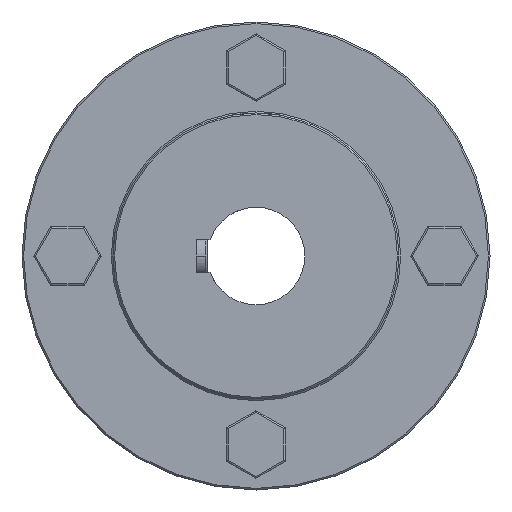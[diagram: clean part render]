
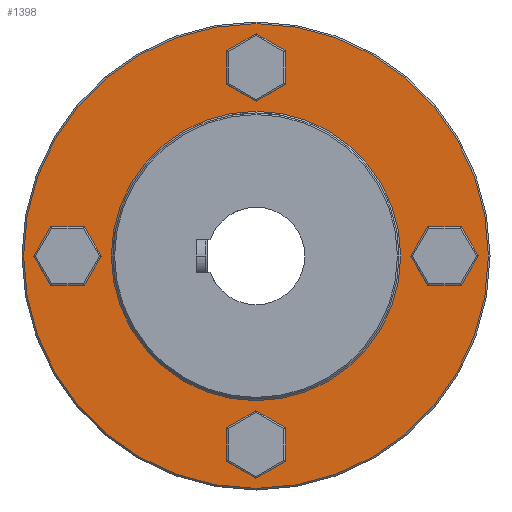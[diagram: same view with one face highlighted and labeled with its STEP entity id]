
A CAD part, left-side view. The second image highlights one B-rep face of the part: STEP entity #1398.
In plain terms, the highlighted planar face has unit normal (-1, 0, 0).
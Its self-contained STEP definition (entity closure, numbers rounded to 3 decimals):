
#353 = CIRCLE ( 'NONE', #8960, 6. ) ;
#355 = CIRCLE ( 'NONE', #8959, 6. ) ;
#357 = CIRCLE ( 'NONE', #8961, 6. ) ;
#790 = CARTESIAN_POINT ( 'NONE',  ( -21., 0., -58. ) ) ;
#793 = CARTESIAN_POINT ( 'NONE',  ( -21., -58., 0. ) ) ;
#802 = CARTESIAN_POINT ( 'NONE',  ( -21., 0., 58. ) ) ;
#803 = DIRECTION ( 'NONE',  ( -1., 0., 0. ) ) ;
#804 = DIRECTION ( 'NONE',  ( 0., 0., 1. ) ) ;
#806 = DIRECTION ( 'NONE',  ( -1., 0., 0. ) ) ;
#807 = DIRECTION ( 'NONE',  ( 0., 0., 1. ) ) ;
#809 = DIRECTION ( 'NONE',  ( -1., 0., 0. ) ) ;
#810 = DIRECTION ( 'NONE',  ( 0., 0., 1. ) ) ;
#1398 = ADVANCED_FACE ( 'NONE', ( #5442, #5445, #5447, #5449, #5436, #5443 ), #6156, .T. ) ;
#1751 = EDGE_LOOP ( 'NONE', ( #2093, #2094 ) ) ;
#1754 = EDGE_LOOP ( 'NONE', ( #2095, #2096 ) ) ;
#1755 = EDGE_LOOP ( 'NONE', ( #2097, #2098 ) ) ;
#1756 = EDGE_LOOP ( 'NONE', ( #2099, #2100 ) ) ;
#1757 = EDGE_LOOP ( 'NONE', ( #2101, #2102 ) ) ;
#1759 = EDGE_LOOP ( 'NONE', ( #2103, #2104 ) ) ;
#2093 = ORIENTED_EDGE ( 'NONE', *, *, #2914, .F. ) ;
#2094 = ORIENTED_EDGE ( 'NONE', *, *, #2789, .F. ) ;
#2095 = ORIENTED_EDGE ( 'NONE', *, *, #2908, .F. ) ;
#2096 = ORIENTED_EDGE ( 'NONE', *, *, #4249, .F. ) ;
#2097 = ORIENTED_EDGE ( 'NONE', *, *, #4027, .F. ) ;
#2098 = ORIENTED_EDGE ( 'NONE', *, *, #4248, .F. ) ;
#2099 = ORIENTED_EDGE ( 'NONE', *, *, #2934, .F. ) ;
#2100 = ORIENTED_EDGE ( 'NONE', *, *, #4247, .F. ) ;
#2101 = ORIENTED_EDGE ( 'NONE', *, *, #2804, .T. ) ;
#2102 = ORIENTED_EDGE ( 'NONE', *, *, #2817, .T. ) ;
#2103 = ORIENTED_EDGE ( 'NONE', *, *, #2811, .T. ) ;
#2104 = ORIENTED_EDGE ( 'NONE', *, *, #2852, .T. ) ;
#2789 = EDGE_CURVE ( 'NONE', #3491, #3490, #10040, .T. ) ;
#2804 = EDGE_CURVE ( 'NONE', #3527, #3526, #10063, .T. ) ;
#2811 = EDGE_CURVE ( 'NONE', #3525, #3524, #10074, .T. ) ;
#2817 = EDGE_CURVE ( 'NONE', #3526, #3527, #10084, .T. ) ;
#2852 = EDGE_CURVE ( 'NONE', #3524, #3525, #10136, .T. ) ;
#2908 = EDGE_CURVE ( 'NONE', #3494, #3495, #10211, .T. ) ;
#2914 = EDGE_CURVE ( 'NONE', #3490, #3491, #10218, .T. ) ;
#2934 = EDGE_CURVE ( 'NONE', #3502, #3503, #10250, .T. ) ;
#3490 = VERTEX_POINT ( 'NONE', #11194 ) ;
#3491 = VERTEX_POINT ( 'NONE', #11195 ) ;
#3494 = VERTEX_POINT ( 'NONE', #11198 ) ;
#3495 = VERTEX_POINT ( 'NONE', #11199 ) ;
#3498 = VERTEX_POINT ( 'NONE', #11202 ) ;
#3499 = VERTEX_POINT ( 'NONE', #11203 ) ;
#3502 = VERTEX_POINT ( 'NONE', #11206 ) ;
#3503 = VERTEX_POINT ( 'NONE', #11207 ) ;
#3524 = VERTEX_POINT ( 'NONE', #11228 ) ;
#3525 = VERTEX_POINT ( 'NONE', #11229 ) ;
#3526 = VERTEX_POINT ( 'NONE', #11230 ) ;
#3527 = VERTEX_POINT ( 'NONE', #11231 ) ;
#4027 = EDGE_CURVE ( 'NONE', #3498, #3499, #10256, .T. ) ;
#4247 = EDGE_CURVE ( 'NONE', #3503, #3502, #353, .T. ) ;
#4248 = EDGE_CURVE ( 'NONE', #3499, #3498, #355, .T. ) ;
#4249 = EDGE_CURVE ( 'NONE', #3495, #3494, #357, .T. ) ;
#5436 = FACE_OUTER_BOUND ( 'NONE', #1757, .T. ) ;
#5442 = FACE_BOUND ( 'NONE', #1751, .T. ) ;
#5443 = FACE_BOUND ( 'NONE', #1759, .T. ) ;
#5445 = FACE_BOUND ( 'NONE', #1754, .T. ) ;
#5447 = FACE_BOUND ( 'NONE', #1755, .T. ) ;
#5449 = FACE_BOUND ( 'NONE', #1756, .T. ) ;
#6154 = CARTESIAN_POINT ( 'NONE',  ( -21., 72., 0. ) ) ;
#6156 = PLANE ( 'NONE',  #6318 ) ;
#6159 = DIRECTION ( 'NONE',  ( -1., 0., 0. ) ) ;
#6160 = DIRECTION ( 'NONE',  ( 0., 0., 1. ) ) ;
#6318 = AXIS2_PLACEMENT_3D ( 'NONE', #6154, #6159, #6160 ) ;
#8786 = AXIS2_PLACEMENT_3D ( 'NONE', #9603, #9604, #9605 ) ;
#8793 = AXIS2_PLACEMENT_3D ( 'NONE', #9639, #9641, #9642 ) ;
#8798 = AXIS2_PLACEMENT_3D ( 'NONE', #9658, #9659, #9660 ) ;
#8801 = AXIS2_PLACEMENT_3D ( 'NONE', #10313, #10314, #10315 ) ;
#8811 = AXIS2_PLACEMENT_3D ( 'NONE', #10518, #10533, #10534 ) ;
#8834 = AXIS2_PLACEMENT_3D ( 'NONE', #10835, #10837, #10838 ) ;
#8839 = AXIS2_PLACEMENT_3D ( 'NONE', #10851, #10854, #10855 ) ;
#8846 = AXIS2_PLACEMENT_3D ( 'NONE', #10979, #10981, #10982 ) ;
#8856 = AXIS2_PLACEMENT_3D ( 'NONE', #11409, #11411, #11412 ) ;
#8959 = AXIS2_PLACEMENT_3D ( 'NONE', #793, #806, #807 ) ;
#8960 = AXIS2_PLACEMENT_3D ( 'NONE', #790, #803, #804 ) ;
#8961 = AXIS2_PLACEMENT_3D ( 'NONE', #802, #809, #810 ) ;
#9603 = CARTESIAN_POINT ( 'NONE',  ( -21., 58., 0. ) ) ;
#9604 = DIRECTION ( 'NONE',  ( -1., 0., 0. ) ) ;
#9605 = DIRECTION ( 'NONE',  ( 0., 0., 1. ) ) ;
#9639 = CARTESIAN_POINT ( 'NONE',  ( -21., 0., 0. ) ) ;
#9641 = DIRECTION ( 'NONE',  ( -1., 0., 0. ) ) ;
#9642 = DIRECTION ( 'NONE',  ( 0., 0., 1. ) ) ;
#9658 = CARTESIAN_POINT ( 'NONE',  ( -21., 0., 0. ) ) ;
#9659 = DIRECTION ( 'NONE',  ( 1., 0., 0. ) ) ;
#9660 = DIRECTION ( 'NONE',  ( 0., 0., 1. ) ) ;
#10040 = CIRCLE ( 'NONE', #8786, 6. ) ;
#10063 = CIRCLE ( 'NONE', #8793, 71.5 ) ;
#10074 = CIRCLE ( 'NONE', #8798, 44.5 ) ;
#10084 = CIRCLE ( 'NONE', #8801, 71.5 ) ;
#10136 = CIRCLE ( 'NONE', #8811, 44.5 ) ;
#10211 = CIRCLE ( 'NONE', #8834, 6. ) ;
#10218 = CIRCLE ( 'NONE', #8839, 6. ) ;
#10250 = CIRCLE ( 'NONE', #8846, 6. ) ;
#10256 = CIRCLE ( 'NONE', #8856, 6. ) ;
#10313 = CARTESIAN_POINT ( 'NONE',  ( -21., 0., 0. ) ) ;
#10314 = DIRECTION ( 'NONE',  ( -1., 0., 0. ) ) ;
#10315 = DIRECTION ( 'NONE',  ( 0., 0., 1. ) ) ;
#10518 = CARTESIAN_POINT ( 'NONE',  ( -21., 0., 0. ) ) ;
#10533 = DIRECTION ( 'NONE',  ( 1., 0., 0. ) ) ;
#10534 = DIRECTION ( 'NONE',  ( 0., 0., 1. ) ) ;
#10835 = CARTESIAN_POINT ( 'NONE',  ( -21., 0., 58. ) ) ;
#10837 = DIRECTION ( 'NONE',  ( -1., 0., 0. ) ) ;
#10838 = DIRECTION ( 'NONE',  ( 0., 0., 1. ) ) ;
#10851 = CARTESIAN_POINT ( 'NONE',  ( -21., 58., 0. ) ) ;
#10854 = DIRECTION ( 'NONE',  ( -1., 0., 0. ) ) ;
#10855 = DIRECTION ( 'NONE',  ( 0., 0., 1. ) ) ;
#10979 = CARTESIAN_POINT ( 'NONE',  ( -21., 0., -58. ) ) ;
#10981 = DIRECTION ( 'NONE',  ( -1., 0., 0. ) ) ;
#10982 = DIRECTION ( 'NONE',  ( 0., 0., 1. ) ) ;
#11194 = CARTESIAN_POINT ( 'NONE',  ( -21., 58., -6. ) ) ;
#11195 = CARTESIAN_POINT ( 'NONE',  ( -21., 58., 6. ) ) ;
#11198 = CARTESIAN_POINT ( 'NONE',  ( -21., 0., 52. ) ) ;
#11199 = CARTESIAN_POINT ( 'NONE',  ( -21., 0., 64. ) ) ;
#11202 = CARTESIAN_POINT ( 'NONE',  ( -21., -58., -6. ) ) ;
#11203 = CARTESIAN_POINT ( 'NONE',  ( -21., -58., 6. ) ) ;
#11206 = CARTESIAN_POINT ( 'NONE',  ( -21., 0., -64. ) ) ;
#11207 = CARTESIAN_POINT ( 'NONE',  ( -21., 0., -52. ) ) ;
#11228 = CARTESIAN_POINT ( 'NONE',  ( -21., 0., 44.5 ) ) ;
#11229 = CARTESIAN_POINT ( 'NONE',  ( -21., 0., -44.5 ) ) ;
#11230 = CARTESIAN_POINT ( 'NONE',  ( -21., 0., 71.5 ) ) ;
#11231 = CARTESIAN_POINT ( 'NONE',  ( -21., 0., -71.5 ) ) ;
#11409 = CARTESIAN_POINT ( 'NONE',  ( -21., -58., 0. ) ) ;
#11411 = DIRECTION ( 'NONE',  ( -1., 0., 0. ) ) ;
#11412 = DIRECTION ( 'NONE',  ( 0., 0., 1. ) ) ;
